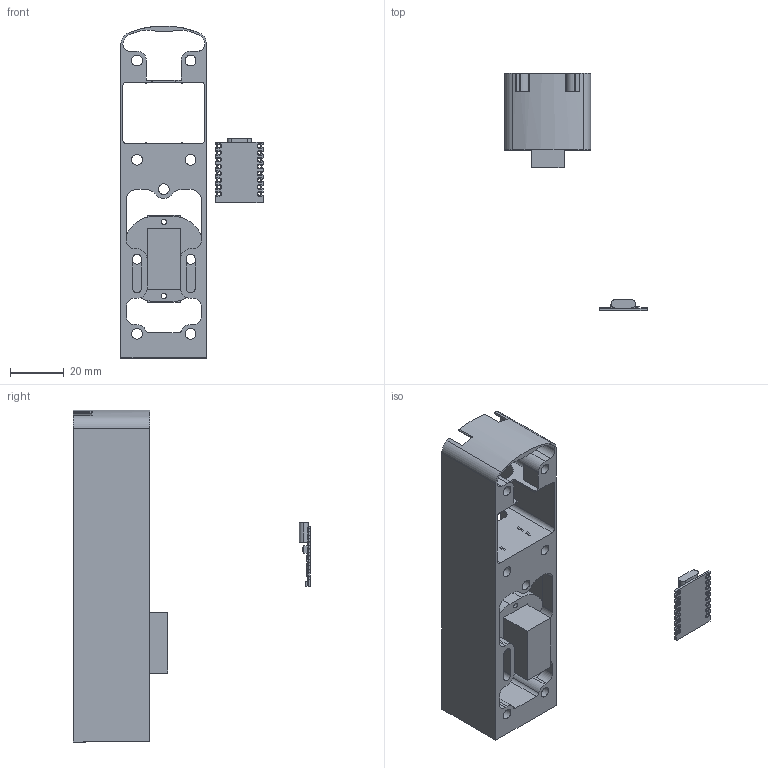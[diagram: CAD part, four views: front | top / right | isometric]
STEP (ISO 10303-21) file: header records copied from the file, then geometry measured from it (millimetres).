
FILE_DESCRIPTION(/* description */ (''),/* implementation_level */ '2;1');
FILE_NAME(/* name */ 'P201.step',/* time_stamp */ '2025-06-25T17:42:37+02:00',/* author */ (''),/* organization */ (''),/* preprocessor_version */ 'ST-DEVELOPER v20.1',/* originating_system */ 'Autodesk Translation Framework v14.10.0.0',/* authorisation */ '');
FILE_SCHEMA (('AUTOMOTIVE_DESIGN { 1 0 10303 214 3 1 1 }'));
Length unit declared in the file: millimetre
Products named in the file (5): P201_v4; P202 v1; ServoMotor MG90S v1; ESP32-C3 supermini; Component4
Assembly tree (4 placements, depth 3):
  P201_v4
    P202 v1
      ServoMotor MG90S v1
    ESP32-C3 supermini
    Component4
Bounding box: 53.08 x 88.61 x 123.92 mm (x, y, z)
Volume: 35520.1 mm3; surface area: 31590.7 mm2
Topology: 64 solids, 64 shells, 1053 faces, 2742 edges, 1828 vertices
Faces by surface type: plane 594, cylinder 263, bspline 194, cone 2
Full cylindrical faces by diameter (mm): 1.27 x48, 1.5 x1, 1.7 x2, 2 x4, 4 x12, 5 x1
Entity records: 34465 total; most frequent: CARTESIAN_POINT 8930, ORIENTED_EDGE 5484, DIRECTION 4641, EDGE_CURVE 2742, VERTEX_POINT 1828, LINE 1803, VECTOR 1803, AXIS2_PLACEMENT_3D 1419
